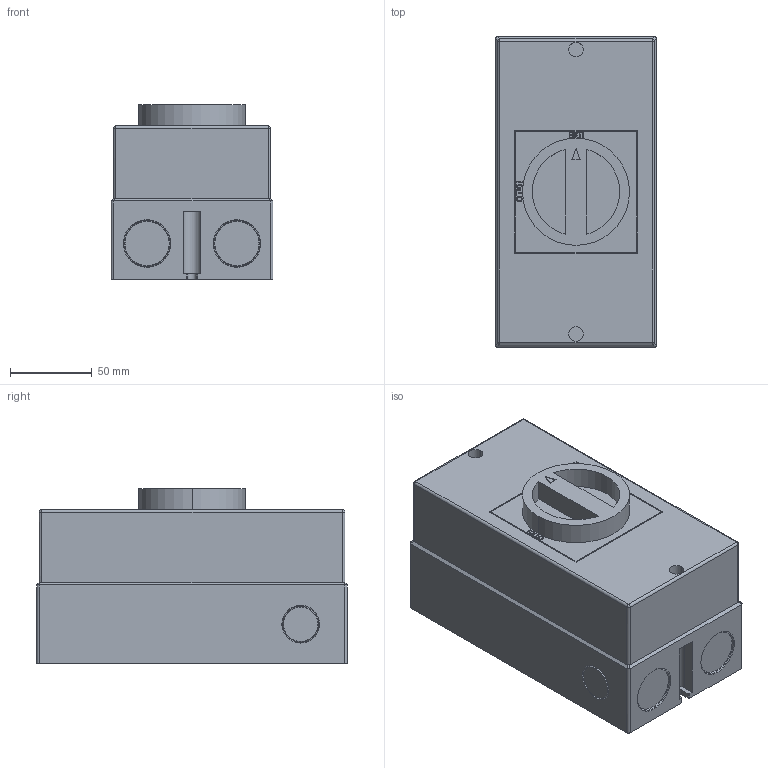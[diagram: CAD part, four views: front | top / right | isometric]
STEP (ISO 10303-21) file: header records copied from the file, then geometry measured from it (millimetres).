
FILE_DESCRIPTION (( 'STEP AP214' ), '1' );
FILE_NAME ('BCS33-063-1 Ïåðåêëþ÷àòåëü êóëà÷êîâûé ÏÊÏ63-13_Ê 63À îòêë-âêë 3Ð_400Â IP54.STEP', '2017-12-13T11:32:29', ( '' ), ( '' ), 'SwSTEP 2.0', 'SolidWorks 2014', '' );
FILE_SCHEMA (( 'AUTOMOTIVE_DESIGN' ));
Length unit declared in the file: millimetre
Products named in the file (1): BCS33-063-1 Ïåðåêëþ÷àòåëü êóëà÷êîâûé ÏÊÏ63-13_Ê 63À  îòêë-âêë  3Ð_400Â IP54
Bounding box: 99 x 190 x 107 mm (x, y, z)
Volume: 1735721.4 mm3; surface area: 101888.3 mm2
Topology: 1 solids, 1 shells, 259 faces, 638 edges, 416 vertices
Faces by surface type: plane 130, bspline 46, cone 40, cylinder 39, sphere 4
Entity records: 9884 total; most frequent: CARTESIAN_POINT 3988, ORIENTED_EDGE 1268, DIRECTION 1080, EDGE_CURVE 634, VERTEX_POINT 416, LINE 384, VECTOR 384, AXIS2_PLACEMENT_3D 348
